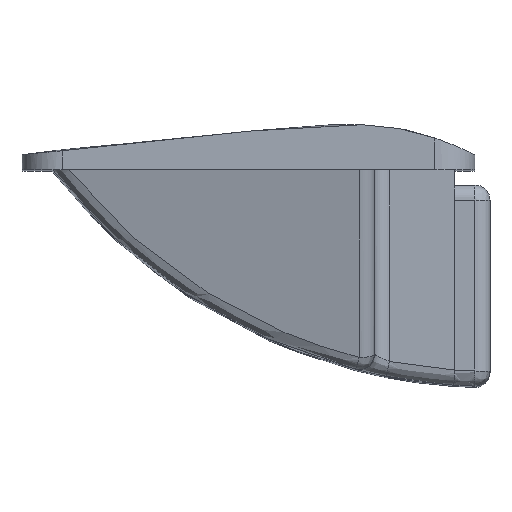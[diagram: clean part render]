
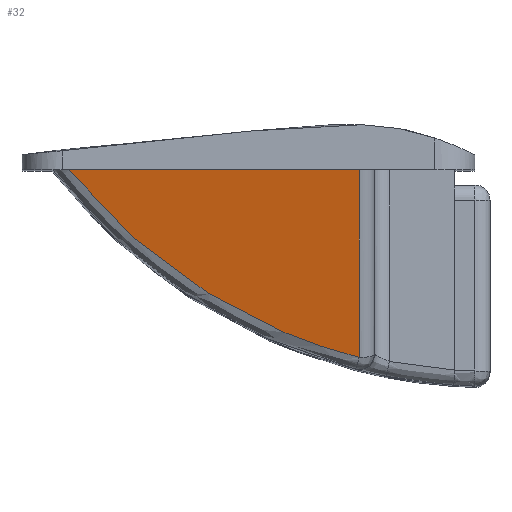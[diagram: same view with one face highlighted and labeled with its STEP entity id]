
A CAD part, top view. The second image highlights one B-rep face of the part: STEP entity #32.
In plain terms, the highlighted planar face has unit normal (0, -0.194, 0.981).
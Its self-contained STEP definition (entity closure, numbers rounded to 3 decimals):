
#32=ADVANCED_FACE('',(#125),#1389,.T.);
#125=FACE_OUTER_BOUND('',#219,.T.);
#219=EDGE_LOOP('',(#387,#388,#389));
#387=ORIENTED_EDGE('',*,*,#786,.T.);
#388=ORIENTED_EDGE('',*,*,#861,.T.);
#389=ORIENTED_EDGE('',*,*,#764,.F.);
#764=EDGE_CURVE('',#1229,#1230,#1129,.T.);
#786=EDGE_CURVE('',#1229,#1256,#1015,.T.);
#861=EDGE_CURVE('',#1256,#1230,#1044,.T.);
#1015=(
BOUNDED_CURVE()
B_SPLINE_CURVE(3,(#4127,#4128,#4129,#4130,#4131,#4132,#4133,#4134,#4135,
#4136,#4137,#4138,#4139,#4140,#4141,#4142),.UNSPECIFIED.,.F.,.F.)
B_SPLINE_CURVE_WITH_KNOTS((4,3,3,3,3,4),(0.,8.223,16.487,
24.753,33.019,34.377),.UNSPECIFIED.)
CURVE()
GEOMETRIC_REPRESENTATION_ITEM()
RATIONAL_B_SPLINE_CURVE((1.,1.,1.,1.,1.,1.,
1.,1.,1.,1.,
1.,1.,1.,1.,1.,1.))
REPRESENTATION_ITEM('')
);
#1044=(
BOUNDED_CURVE()
B_SPLINE_CURVE(1,(#4401,#4402),.UNSPECIFIED.,.F.,.F.)
B_SPLINE_CURVE_WITH_KNOTS((2,2),(-19.002,0.),.UNSPECIFIED.)
CURVE()
GEOMETRIC_REPRESENTATION_ITEM()
RATIONAL_B_SPLINE_CURVE((1.,1.))
REPRESENTATION_ITEM('')
);
#1129=B_SPLINE_CURVE_WITH_KNOTS('',1,(#4063,#4064),.UNSPECIFIED.,.F.,.F.,
(2,2),(0.,27.842),.UNSPECIFIED.);
#1229=VERTEX_POINT('',#3816);
#1230=VERTEX_POINT('',#3817);
#1256=VERTEX_POINT('',#3843);
#1389=PLANE('',#1513);
#1513=AXIS2_PLACEMENT_3D('',#1880,#1602,$);
#1602=DIRECTION('',(0.,-0.194,0.981));
#1880=CARTESIAN_POINT('',(20.942,-5.365,30.574));
#3816=CARTESIAN_POINT('',(-7.9,13.277,34.255));
#3817=CARTESIAN_POINT('',(20.942,13.277,34.255));
#3843=CARTESIAN_POINT('',(20.942,-5.365,30.574));
#4063=CARTESIAN_POINT('',(-7.9,13.277,34.255));
#4064=CARTESIAN_POINT('',(20.942,13.277,34.255));
#4127=CARTESIAN_POINT('',(-7.9,13.277,34.255));
#4128=CARTESIAN_POINT('',(-6.18,11.126,33.83));
#4129=CARTESIAN_POINT('',(-4.291,9.099,33.43));
#4130=CARTESIAN_POINT('',(-2.251,7.222,33.059));
#4131=CARTESIAN_POINT('',(-0.202,5.336,32.687));
#4132=CARTESIAN_POINT('',(1.999,3.603,32.345));
#4133=CARTESIAN_POINT('',(4.327,2.046,32.037));
#4134=CARTESIAN_POINT('',(6.656,0.489,31.73));
#4135=CARTESIAN_POINT('',(9.112,-0.891,31.457));
#4136=CARTESIAN_POINT('',(11.667,-2.072,31.224));
#4137=CARTESIAN_POINT('',(14.222,-3.253,30.991));
#4138=CARTESIAN_POINT('',(16.876,-4.236,30.797));
#4139=CARTESIAN_POINT('',(19.595,-5.004,30.645));
#4140=CARTESIAN_POINT('',(20.042,-5.13,30.62));
#4141=CARTESIAN_POINT('',(20.491,-5.251,30.597));
#4142=CARTESIAN_POINT('',(20.942,-5.365,30.574));
#4401=CARTESIAN_POINT('',(20.942,-5.365,30.574));
#4402=CARTESIAN_POINT('',(20.942,13.277,34.255));
